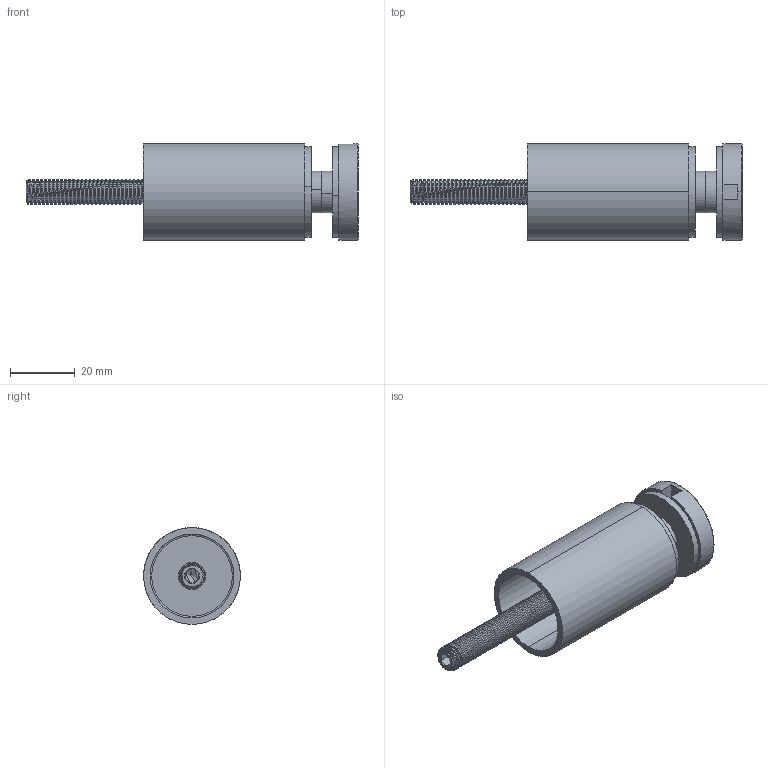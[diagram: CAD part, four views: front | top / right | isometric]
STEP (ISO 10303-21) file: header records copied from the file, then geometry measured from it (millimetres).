
FILE_DESCRIPTION (( 'STEP AP203' ), '1' );
FILE_NAME ('A_0746-500.STEP', '2019-04-24T12:17:28', ( '' ), ( '' ), 'SwSTEP 2.0', 'SolidWorks 2018', '' );
FILE_SCHEMA (( 'CONFIG_CONTROL_DESIGN' ));
Length unit declared in the file: millimetre
Products named in the file (5): A_0746-500.P2; A_0746-500; A_0746-500.P3; A_0746-500.P1; skrutka DIN 913_M8x100_A2-70_RENDER
Assembly tree (5 placements, depth 2):
  A_0746-500
    A_0746-500.P1
    A_0746-500.P2
    A_0746-500.P3  x2
    skrutka DIN 913_M8x100_A2-70_RENDER
Bounding box: 102.9 x 30 x 30 mm (x, y, z)
Volume: 20671.1 mm3; surface area: 19694.7 mm2
Topology: 5 solids, 5 shells, 238 faces, 642 edges, 417 vertices
Faces by surface type: cylinder 184, plane 32, cone 16, torus 4, bspline 2
Entity records: 14192 total; most frequent: CARTESIAN_POINT 8798, ORIENTED_EDGE 1240, DIRECTION 827, EDGE_CURVE 620, VERTEX_POINT 405, AXIS2_PLACEMENT_3D 305, EDGE_LOOP 239, FACE_OUTER_BOUND 229
